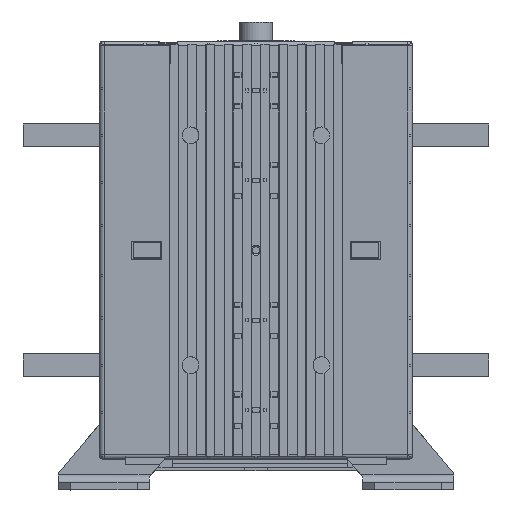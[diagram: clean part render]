
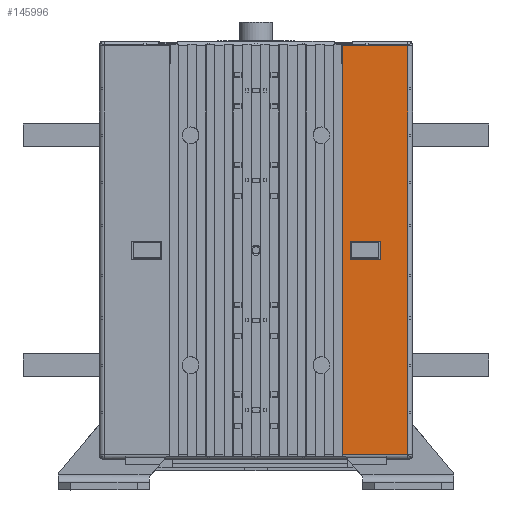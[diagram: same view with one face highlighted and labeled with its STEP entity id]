
A CAD part, front view. The second image highlights one B-rep face of the part: STEP entity #145996.
In plain terms, the highlighted planar face has unit normal (0, -1, 0).
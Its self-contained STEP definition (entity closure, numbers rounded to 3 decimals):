
#30540=DIRECTION('',(1.,0.,0.));
#30541=VECTOR('',#30540,42.8);
#30542=CARTESIAN_POINT('',(88.686,-373.545,
-6.325));
#30543=LINE('',#30542,#30541);
#36061=DIRECTION('',(-1.,0.,0.));
#36062=VECTOR('',#36061,42.8);
#36063=CARTESIAN_POINT('',(131.486,-373.545,
262.325));
#36064=LINE('',#36063,#36062);
#36272=DIRECTION('',(0.,0.,1.));
#36273=VECTOR('',#36272,268.65);
#36274=CARTESIAN_POINT('',(131.486,-373.545,
-6.325));
#36275=LINE('',#36274,#36273);
#36293=CARTESIAN_POINT('',(88.686,-373.545,
262.325));
#36294=CARTESIAN_POINT('',(88.686,-373.545,
232.475));
#36295=CARTESIAN_POINT('',(88.686,-373.545,
172.775));
#36296=CARTESIAN_POINT('',(88.686,-373.545,
83.225));
#36297=CARTESIAN_POINT('',(88.686,-373.545,
23.525));
#36298=CARTESIAN_POINT('',(88.686,-373.545,
-6.325));
#39220=DIRECTION('',(-1.,0.,0.));
#39221=VECTOR('',#39220,20.);
#39222=CARTESIAN_POINT('',(113.66,-373.545,
122.));
#39223=LINE('',#39222,#39221);
#39228=DIRECTION('',(1.,0.,0.));
#39229=VECTOR('',#39228,20.);
#39230=CARTESIAN_POINT('',(93.66,-373.545,
134.));
#39231=LINE('',#39230,#39229);
#39240=DIRECTION('',(0.,0.,1.));
#39241=VECTOR('',#39240,12.);
#39242=CARTESIAN_POINT('',(93.66,-373.545,
122.));
#39243=LINE('',#39242,#39241);
#39256=DIRECTION('',(0.,0.,-1.));
#39257=VECTOR('',#39256,12.);
#39258=CARTESIAN_POINT('',(113.66,-373.545,
134.));
#39259=LINE('',#39258,#39257);
#76180=CARTESIAN_POINT('',(131.486,-373.545,
262.325));
#76181=VERTEX_POINT('',#76180);
#76182=CARTESIAN_POINT('',(88.686,-373.545,
262.325));
#76183=VERTEX_POINT('',#76182);
#76282=CARTESIAN_POINT('',(131.486,-373.545,
-6.325));
#76283=VERTEX_POINT('',#76282);
#76284=VERTEX_POINT('',#36298);
#76285=CARTESIAN_POINT('',(113.66,-373.545,
122.));
#76286=CARTESIAN_POINT('',(93.66,-373.545,
122.));
#76287=VERTEX_POINT('',#76285);
#76288=VERTEX_POINT('',#76286);
#76289=CARTESIAN_POINT('',(113.66,-373.545,
134.));
#76290=VERTEX_POINT('',#76289);
#76291=CARTESIAN_POINT('',(93.66,-373.545,
134.));
#76292=VERTEX_POINT('',#76291);
#145974=CARTESIAN_POINT('',(110.086,-373.545,
128.));
#145975=DIRECTION('',(0.,-1.,0.));
#145976=DIRECTION('',(-1.,0.,0.));
#145977=AXIS2_PLACEMENT_3D('',#145974,#145975,#145976);
#145978=PLANE('',#145977);
#145980=ORIENTED_EDGE('',*,*,#145979,.F.);
#145981=ORIENTED_EDGE('',*,*,#145692,.F.);
#145982=ORIENTED_EDGE('',*,*,#145958,.F.);
#145983=ORIENTED_EDGE('',*,*,#136015,.F.);
#145984=EDGE_LOOP('',(#145980,#145981,#145982,#145983));
#145985=FACE_OUTER_BOUND('',#145984,.F.);
#145987=ORIENTED_EDGE('',*,*,#145986,.F.);
#145989=ORIENTED_EDGE('',*,*,#145988,.F.);
#145991=ORIENTED_EDGE('',*,*,#145990,.F.);
#145993=ORIENTED_EDGE('',*,*,#145992,.F.);
#145994=EDGE_LOOP('',(#145987,#145989,#145991,#145993));
#145995=FACE_BOUND('',#145994,.F.);
#36299=B_SPLINE_CURVE_WITH_KNOTS('',3,(#36293,#36294,#36295,#36296,#36297,
#36298),.UNSPECIFIED.,.F.,.F.,(4,1,1,4),(0.,0.333,
0.667,1.),.UNSPECIFIED.);
#136015=EDGE_CURVE('',#76284,#76283,#30543,.T.);
#145692=EDGE_CURVE('',#76181,#76183,#36064,.T.);
#145958=EDGE_CURVE('',#76283,#76181,#36275,.T.);
#145979=EDGE_CURVE('',#76183,#76284,#36299,.T.);
#145986=EDGE_CURVE('',#76287,#76288,#39223,.T.);
#145988=EDGE_CURVE('',#76290,#76287,#39259,.T.);
#145990=EDGE_CURVE('',#76292,#76290,#39231,.T.);
#145992=EDGE_CURVE('',#76288,#76292,#39243,.T.);
#145996=ADVANCED_FACE('',(#145985,#145995),#145978,.T.);
